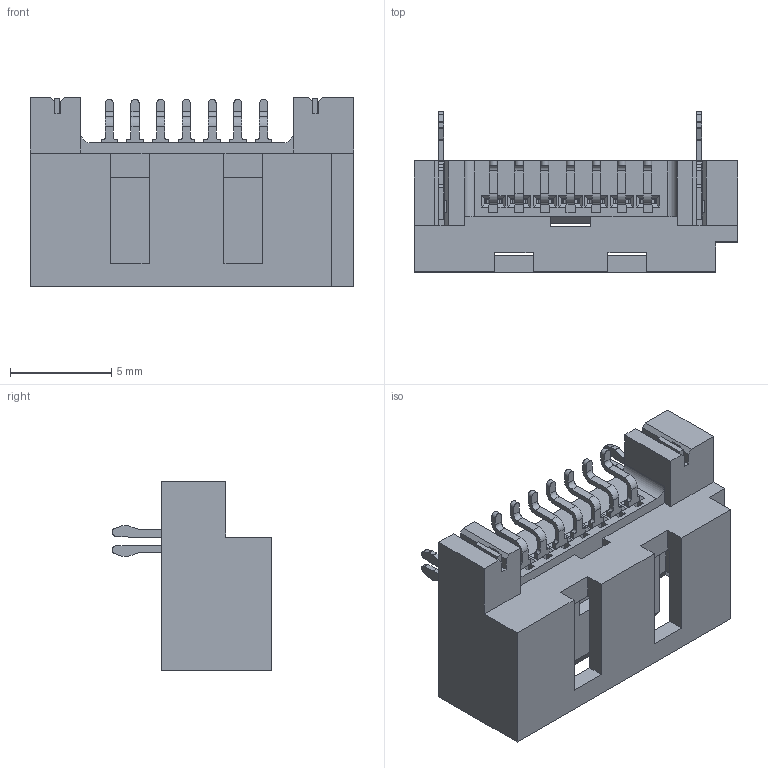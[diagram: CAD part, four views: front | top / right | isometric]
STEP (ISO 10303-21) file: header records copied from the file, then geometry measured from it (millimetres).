
FILE_DESCRIPTION (( 'STEP AP214' ), '1' );
FILE_NAME ('10035692-011.STEP', '2016-03-23T12:25:05', ( '' ), ( '' ), 'SwSTEP 2.0', 'SolidWorks 2016', '' );
FILE_SCHEMA (( 'AUTOMOTIVE_DESIGN' ));
Length unit declared in the file: millimetre
Products named in the file (1): 10035692-011
Bounding box: 16 x 7.9 x 9.35 mm (x, y, z)
Volume: 329.5 mm3; surface area: 983.9 mm2
Topology: 10 solids, 10 shells, 783 faces, 2267 edges, 1492 vertices
Faces by surface type: plane 492, cylinder 289, bspline 2
Entity records: 34533 total; most frequent: CARTESIAN_POINT 4651, ORIENTED_EDGE 4534, DIRECTION 4391, EDGE_CURVE 2267, LINE 1671, VECTOR 1671, VERTEX_POINT 1492, AXIS2_PLACEMENT_3D 1360
